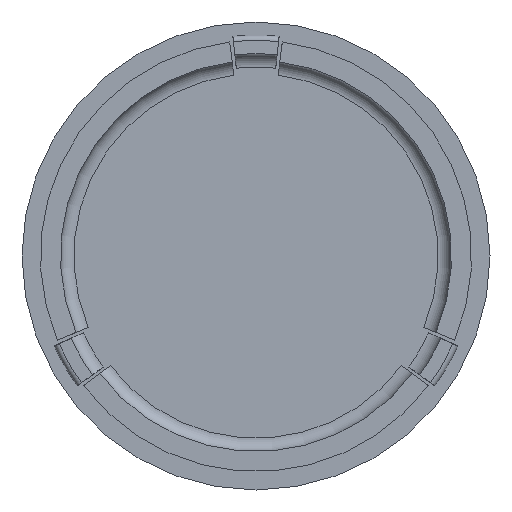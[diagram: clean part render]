
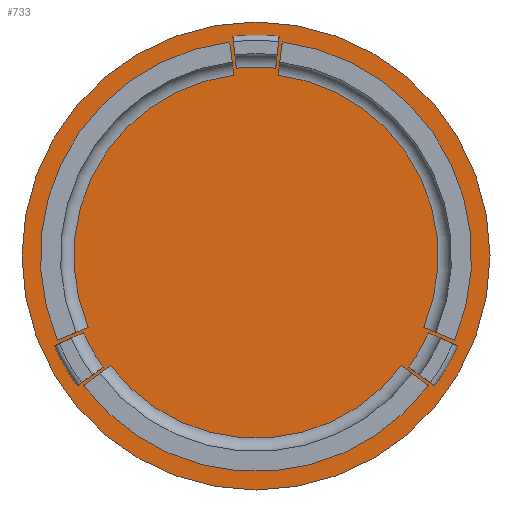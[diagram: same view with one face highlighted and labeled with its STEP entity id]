
A CAD part, left-side view. The second image highlights one B-rep face of the part: STEP entity #733.
In plain terms, the highlighted planar face has unit normal (-1, 0, 0).
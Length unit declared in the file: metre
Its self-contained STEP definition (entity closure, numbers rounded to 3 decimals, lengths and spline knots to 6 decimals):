
#38=CIRCLE('',#793,0.03225);
#39=CIRCLE('',#794,0.02825);
#40=CIRCLE('',#795,0.03225);
#41=CIRCLE('',#796,0.02725);
#42=CIRCLE('',#797,0.03225);
#43=CIRCLE('',#798,0.02725);
#44=CIRCLE('',#799,0.03225);
#45=CIRCLE('',#800,0.02825);
#46=CIRCLE('',#801,0.03225);
#47=CIRCLE('',#802,0.02725);
#48=CIRCLE('',#803,0.03225);
#49=CIRCLE('',#804,0.02825);
#50=CIRCLE('',#805,0.035);
#101=ORIENTED_EDGE('',*,*,#323,.F.);
#102=ORIENTED_EDGE('',*,*,#324,.T.);
#103=ORIENTED_EDGE('',*,*,#325,.F.);
#104=ORIENTED_EDGE('',*,*,#326,.F.);
#105=ORIENTED_EDGE('',*,*,#327,.F.);
#106=ORIENTED_EDGE('',*,*,#328,.T.);
#107=ORIENTED_EDGE('',*,*,#329,.F.);
#108=ORIENTED_EDGE('',*,*,#330,.F.);
#109=ORIENTED_EDGE('',*,*,#331,.F.);
#110=ORIENTED_EDGE('',*,*,#332,.T.);
#111=ORIENTED_EDGE('',*,*,#333,.F.);
#112=ORIENTED_EDGE('',*,*,#334,.F.);
#113=ORIENTED_EDGE('',*,*,#335,.F.);
#114=ORIENTED_EDGE('',*,*,#336,.T.);
#115=ORIENTED_EDGE('',*,*,#337,.F.);
#116=ORIENTED_EDGE('',*,*,#338,.F.);
#117=ORIENTED_EDGE('',*,*,#339,.F.);
#118=ORIENTED_EDGE('',*,*,#340,.T.);
#119=ORIENTED_EDGE('',*,*,#341,.F.);
#120=ORIENTED_EDGE('',*,*,#342,.F.);
#121=ORIENTED_EDGE('',*,*,#343,.F.);
#122=ORIENTED_EDGE('',*,*,#344,.T.);
#123=ORIENTED_EDGE('',*,*,#345,.F.);
#124=ORIENTED_EDGE('',*,*,#346,.F.);
#125=ORIENTED_EDGE('',*,*,#347,.F.);
#323=EDGE_CURVE('',#434,#435,#509,.T.);
#324=EDGE_CURVE('',#434,#436,#38,.T.);
#325=EDGE_CURVE('',#437,#436,#510,.T.);
#326=EDGE_CURVE('',#435,#437,#39,.T.);
#327=EDGE_CURVE('',#438,#439,#511,.T.);
#328=EDGE_CURVE('',#438,#440,#40,.T.);
#329=EDGE_CURVE('',#441,#440,#512,.T.);
#330=EDGE_CURVE('',#439,#441,#41,.T.);
#331=EDGE_CURVE('',#442,#443,#513,.T.);
#332=EDGE_CURVE('',#442,#444,#42,.T.);
#333=EDGE_CURVE('',#445,#444,#514,.T.);
#334=EDGE_CURVE('',#443,#445,#43,.T.);
#335=EDGE_CURVE('',#446,#447,#515,.T.);
#336=EDGE_CURVE('',#446,#448,#44,.T.);
#337=EDGE_CURVE('',#449,#448,#516,.T.);
#338=EDGE_CURVE('',#447,#449,#45,.T.);
#339=EDGE_CURVE('',#450,#451,#517,.T.);
#340=EDGE_CURVE('',#450,#452,#46,.T.);
#341=EDGE_CURVE('',#453,#452,#518,.T.);
#342=EDGE_CURVE('',#451,#453,#47,.T.);
#343=EDGE_CURVE('',#454,#455,#519,.T.);
#344=EDGE_CURVE('',#454,#456,#48,.T.);
#345=EDGE_CURVE('',#457,#456,#520,.T.);
#346=EDGE_CURVE('',#455,#457,#49,.T.);
#347=EDGE_CURVE('',#458,#458,#50,.T.);
#434=VERTEX_POINT('',#1172);
#435=VERTEX_POINT('',#1173);
#436=VERTEX_POINT('',#1175);
#437=VERTEX_POINT('',#1177);
#438=VERTEX_POINT('',#1180);
#439=VERTEX_POINT('',#1181);
#440=VERTEX_POINT('',#1183);
#441=VERTEX_POINT('',#1185);
#442=VERTEX_POINT('',#1188);
#443=VERTEX_POINT('',#1189);
#444=VERTEX_POINT('',#1191);
#445=VERTEX_POINT('',#1193);
#446=VERTEX_POINT('',#1196);
#447=VERTEX_POINT('',#1197);
#448=VERTEX_POINT('',#1199);
#449=VERTEX_POINT('',#1201);
#450=VERTEX_POINT('',#1204);
#451=VERTEX_POINT('',#1205);
#452=VERTEX_POINT('',#1207);
#453=VERTEX_POINT('',#1209);
#454=VERTEX_POINT('',#1212);
#455=VERTEX_POINT('',#1213);
#456=VERTEX_POINT('',#1215);
#457=VERTEX_POINT('',#1217);
#458=VERTEX_POINT('',#1220);
#509=LINE('',#1171,#557);
#510=LINE('',#1176,#558);
#511=LINE('',#1179,#559);
#512=LINE('',#1184,#560);
#513=LINE('',#1187,#561);
#514=LINE('',#1192,#562);
#515=LINE('',#1195,#563);
#516=LINE('',#1200,#564);
#517=LINE('',#1203,#565);
#518=LINE('',#1208,#566);
#519=LINE('',#1211,#567);
#520=LINE('',#1216,#568);
#557=VECTOR('',#905,1.);
#558=VECTOR('',#908,1.);
#559=VECTOR('',#911,1.);
#560=VECTOR('',#914,1.);
#561=VECTOR('',#917,1.);
#562=VECTOR('',#920,1.);
#563=VECTOR('',#923,1.);
#564=VECTOR('',#926,1.);
#565=VECTOR('',#929,1.);
#566=VECTOR('',#932,1.);
#567=VECTOR('',#935,1.);
#568=VECTOR('',#938,1.);
#605=EDGE_LOOP('',(#101,#102,#103,#104));
#606=EDGE_LOOP('',(#105,#106,#107,#108));
#607=EDGE_LOOP('',(#109,#110,#111,#112));
#608=EDGE_LOOP('',(#113,#114,#115,#116));
#609=EDGE_LOOP('',(#117,#118,#119,#120));
#610=EDGE_LOOP('',(#121,#122,#123,#124));
#611=EDGE_LOOP('',(#125));
#659=FACE_BOUND('',#605,.T.);
#660=FACE_BOUND('',#606,.T.);
#661=FACE_BOUND('',#607,.T.);
#662=FACE_BOUND('',#608,.T.);
#663=FACE_BOUND('',#609,.T.);
#664=FACE_BOUND('',#610,.T.);
#665=FACE_BOUND('',#611,.T.);
#713=PLANE('',#792);
#733=ADVANCED_FACE('',(#659,#660,#661,#662,#663,#664,#665),#713,.F.);
#792=AXIS2_PLACEMENT_3D('',#1170,#903,#904);
#793=AXIS2_PLACEMENT_3D('',#1174,#906,#907);
#794=AXIS2_PLACEMENT_3D('',#1178,#909,#910);
#795=AXIS2_PLACEMENT_3D('',#1182,#912,#913);
#796=AXIS2_PLACEMENT_3D('',#1186,#915,#916);
#797=AXIS2_PLACEMENT_3D('',#1190,#918,#919);
#798=AXIS2_PLACEMENT_3D('',#1194,#921,#922);
#799=AXIS2_PLACEMENT_3D('',#1198,#924,#925);
#800=AXIS2_PLACEMENT_3D('',#1202,#927,#928);
#801=AXIS2_PLACEMENT_3D('',#1206,#930,#931);
#802=AXIS2_PLACEMENT_3D('',#1210,#933,#934);
#803=AXIS2_PLACEMENT_3D('',#1214,#936,#937);
#804=AXIS2_PLACEMENT_3D('',#1218,#939,#940);
#805=AXIS2_PLACEMENT_3D('',#1219,#941,#942);
#903=DIRECTION('',(1.,0.,0.));
#904=DIRECTION('',(0.,1.,0.));
#905=DIRECTION('',(0.,-0.105,-0.995));
#906=DIRECTION('',(1.,0.,0.));
#907=DIRECTION('',(0.,1.,0.));
#908=DIRECTION('',(0.,-0.105,0.995));
#909=DIRECTION('',(1.,0.,0.));
#910=DIRECTION('',(0.,0.,1.));
#911=DIRECTION('',(0.,0.122,-0.993));
#912=DIRECTION('',(1.,0.,0.));
#913=DIRECTION('',(0.,0.,-1.));
#914=DIRECTION('',(0.,-0.921,-0.391));
#915=DIRECTION('',(1.,0.,0.));
#916=DIRECTION('',(0.,0.,1.));
#917=DIRECTION('',(0.,-0.921,0.391));
#918=DIRECTION('',(1.,0.,0.));
#919=DIRECTION('',(0.,1.,0.));
#920=DIRECTION('',(0.,0.122,0.993));
#921=DIRECTION('',(1.,0.,0.));
#922=DIRECTION('',(0.,0.,1.));
#923=DIRECTION('',(0.,0.914,0.407));
#924=DIRECTION('',(1.,0.,0.));
#925=DIRECTION('',(0.,1.,0.));
#926=DIRECTION('',(0.,-0.809,-0.588));
#927=DIRECTION('',(1.,0.,0.));
#928=DIRECTION('',(0.,-0.866,-0.5));
#929=DIRECTION('',(0.,0.799,0.602));
#930=DIRECTION('',(1.,0.,0.));
#931=DIRECTION('',(0.,1.,0.));
#932=DIRECTION('',(0.,0.799,-0.602));
#933=DIRECTION('',(1.,0.,0.));
#934=DIRECTION('',(0.,0.,-1.));
#935=DIRECTION('',(0.,-0.809,0.588));
#936=DIRECTION('',(1.,0.,0.));
#937=DIRECTION('',(0.,1.,0.));
#938=DIRECTION('',(0.,0.914,-0.407));
#939=DIRECTION('',(1.,0.,0.));
#940=DIRECTION('',(0.,0.866,-0.5));
#941=DIRECTION('',(1.,0.,0.));
#942=DIRECTION('',(0.,1.,0.));
#1170=CARTESIAN_POINT('',(0.,0.,0.));
#1171=CARTESIAN_POINT('',(0.,0.003057,0.02909));
#1172=CARTESIAN_POINT('',(0.,0.003371,0.032073));
#1173=CARTESIAN_POINT('',(0.,0.002953,0.028095));
#1174=CARTESIAN_POINT('',(0.,0.,0.));
#1175=CARTESIAN_POINT('',(0.,-0.003371,0.032073));
#1176=CARTESIAN_POINT('',(0.,-0.003057,0.02909));
#1177=CARTESIAN_POINT('',(0.,-0.002953,0.028095));
#1178=CARTESIAN_POINT('',(0.,0.,0.));
#1179=CARTESIAN_POINT('',(0.,-0.003565,0.029032));
#1180=CARTESIAN_POINT('',(0.,-0.00393,0.03201));
#1181=CARTESIAN_POINT('',(0.,-0.003321,0.027047));
#1182=CARTESIAN_POINT('',(0.,0.,0.));
#1183=CARTESIAN_POINT('',(0.,-0.029686,-0.012601));
#1184=CARTESIAN_POINT('',(0.,-0.026925,-0.011429));
#1185=CARTESIAN_POINT('',(0.,-0.025084,-0.010647));
#1186=CARTESIAN_POINT('',(0.,0.,0.));
#1187=CARTESIAN_POINT('',(0.,0.026925,-0.011429));
#1188=CARTESIAN_POINT('',(0.,0.029686,-0.012601));
#1189=CARTESIAN_POINT('',(0.,0.025084,-0.010647));
#1190=CARTESIAN_POINT('',(0.,0.,0.));
#1191=CARTESIAN_POINT('',(0.,0.00393,0.03201));
#1192=CARTESIAN_POINT('',(0.,0.003565,0.029032));
#1193=CARTESIAN_POINT('',(0.,0.003321,0.027047));
#1194=CARTESIAN_POINT('',(0.,0.,0.));
#1195=CARTESIAN_POINT('',(0.,-0.026721,-0.011897));
#1196=CARTESIAN_POINT('',(0.,-0.029462,-0.013117));
#1197=CARTESIAN_POINT('',(0.,-0.025808,-0.01149));
#1198=CARTESIAN_POINT('',(0.,0.,0.));
#1199=CARTESIAN_POINT('',(0.,-0.026091,-0.018956));
#1200=CARTESIAN_POINT('',(0.,-0.023664,-0.017193));
#1201=CARTESIAN_POINT('',(0.,-0.022855,-0.016605));
#1202=CARTESIAN_POINT('',(0.,0.,0.));
#1203=CARTESIAN_POINT('',(0.,-0.02336,-0.017603));
#1204=CARTESIAN_POINT('',(0.,-0.025756,-0.019409));
#1205=CARTESIAN_POINT('',(0.,-0.021763,-0.016399));
#1206=CARTESIAN_POINT('',(0.,0.,0.));
#1207=CARTESIAN_POINT('',(0.,0.025756,-0.019409));
#1208=CARTESIAN_POINT('',(0.,0.02336,-0.017603));
#1209=CARTESIAN_POINT('',(0.,0.021763,-0.016399));
#1210=CARTESIAN_POINT('',(0.,0.,0.));
#1211=CARTESIAN_POINT('',(0.,0.023664,-0.017193));
#1212=CARTESIAN_POINT('',(0.,0.026091,-0.018956));
#1213=CARTESIAN_POINT('',(0.,0.022855,-0.016605));
#1214=CARTESIAN_POINT('',(0.,0.,0.));
#1215=CARTESIAN_POINT('',(0.,0.029462,-0.013117));
#1216=CARTESIAN_POINT('',(0.,0.026721,-0.011897));
#1217=CARTESIAN_POINT('',(0.,0.025808,-0.01149));
#1218=CARTESIAN_POINT('',(0.,0.,0.));
#1219=CARTESIAN_POINT('',(0.,0.,0.));
#1220=CARTESIAN_POINT('',(0.,0.035,0.));
